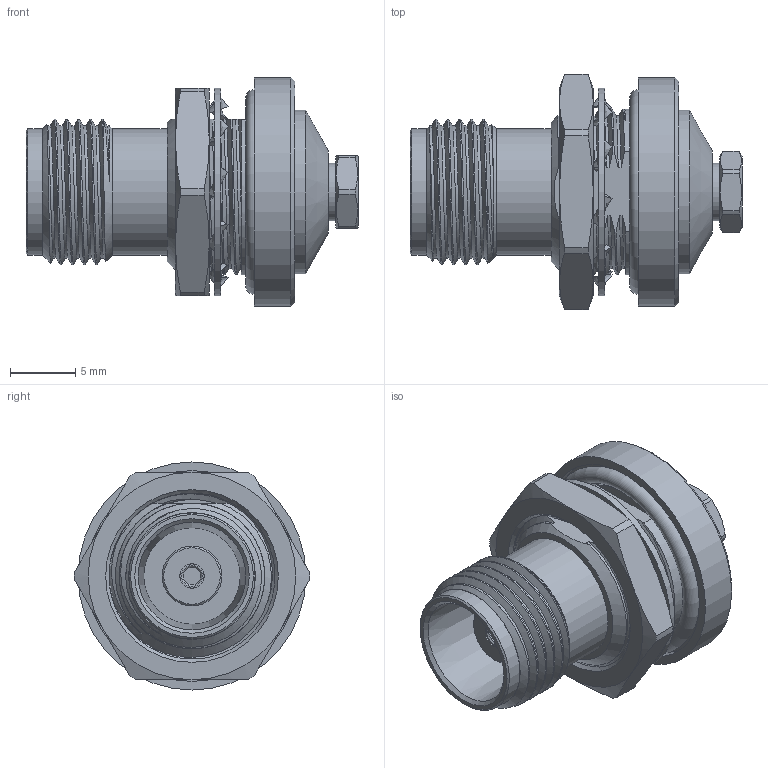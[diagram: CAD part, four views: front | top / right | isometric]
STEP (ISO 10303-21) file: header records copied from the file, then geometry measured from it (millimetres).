
FILE_DESCRIPTION (( 'STEP AP203' ), '1' );
FILE_NAME ('PE44897_3D.step', '2021-08-06T15:07:56', ( '' ), ( '' ), 'SwSTEP 2.0', 'SolidWorks 2021', '' );
FILE_SCHEMA (( 'CONFIG_CONTROL_DESIGN' ));
Length unit declared in the file: inch
Products named in the file (1): PE44897_3D
Bounding box: 25.4 x 18.03 x 17.45 mm (x, y, z)
Volume: 2585.2 mm3; surface area: 2692.2 mm2
Topology: 4 solids, 4 shells, 213 faces, 624 edges, 429 vertices
Faces by surface type: bspline 69, plane 67, cylinder 46, cone 30, torus 1
Full cylindrical faces by diameter (mm): 1.346 x1, 1.524 x1, 1.854 x1, 4.411 x1, 4.572 x1, 9.652 x2, 12.506 x1, 12.7 x1, 15.875 x1, 16.121 x1, 17.45 x1
Entity records: 16412 total; most frequent: CARTESIAN_POINT 11543, ORIENTED_EDGE 1160, DIRECTION 745, EDGE_CURVE 580, VERTEX_POINT 413, AXIS2_PLACEMENT_3D 286, EDGE_LOOP 251, FACE_OUTER_BOUND 222
